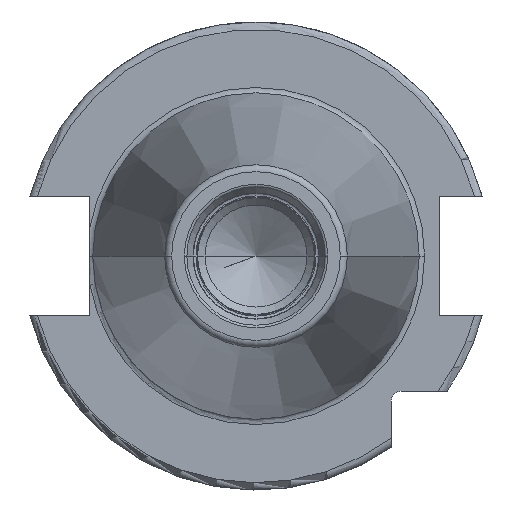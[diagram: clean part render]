
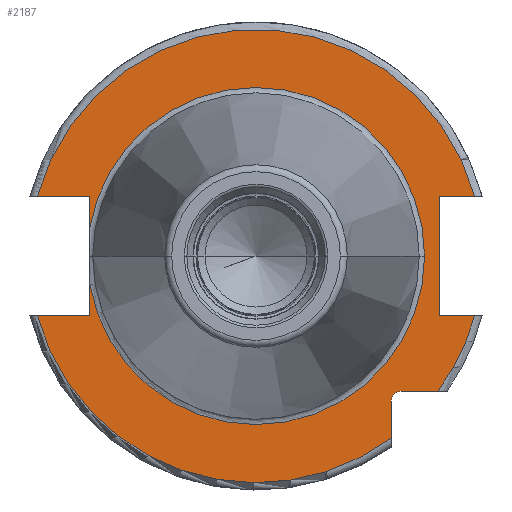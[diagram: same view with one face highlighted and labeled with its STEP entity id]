
A CAD part, left-side view. The second image highlights one B-rep face of the part: STEP entity #2187.
In plain terms, the highlighted planar face has unit normal (-1, 0, 0).
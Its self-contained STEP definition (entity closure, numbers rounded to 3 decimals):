
#117=CARTESIAN_POINT('',(3.2,0.,0.));
#118=DIRECTION('',(-1.,0.,0.));
#119=DIRECTION('',(0.,0.986,-0.168));
#120=AXIS2_PLACEMENT_3D('',#117,#118,#119);
#470=DIRECTION('',(0.,-1.,0.));
#471=VECTOR('',#470,4.99);
#472=CARTESIAN_POINT('',(3.2,-19.7,-18.35));
#473=LINE('',#472,#471);
#474=DIRECTION('',(0.,0.,1.));
#475=VECTOR('',#474,4.99);
#476=CARTESIAN_POINT('',(3.2,-18.35,-24.69));
#477=LINE('',#476,#475);
#478=CARTESIAN_POINT('',(3.2,0.,0.));
#479=DIRECTION('',(-1.,0.,0.));
#480=DIRECTION('',(0.,0.965,-0.263));
#481=AXIS2_PLACEMENT_3D('',#478,#479,#480);
#483=DIRECTION('',(0.,-1.,0.));
#484=VECTOR('',#483,7.127);
#485=CARTESIAN_POINT('',(3.2,29.677,-8.1));
#486=LINE('',#485,#484);
#487=DIRECTION('',(0.,0.,-1.));
#488=VECTOR('',#487,4.258);
#489=CARTESIAN_POINT('',(3.2,22.55,-3.842));
#490=LINE('',#489,#488);
#491=DIRECTION('',(0.,0.,-1.));
#492=VECTOR('',#491,4.258);
#493=CARTESIAN_POINT('',(3.2,22.55,8.1));
#494=LINE('',#493,#492);
#495=DIRECTION('',(0.,-1.,0.));
#496=VECTOR('',#495,7.127);
#497=CARTESIAN_POINT('',(3.2,29.677,8.1));
#498=LINE('',#497,#496);
#499=CARTESIAN_POINT('',(3.2,0.,0.));
#500=DIRECTION('',(1.,0.,0.));
#501=DIRECTION('',(0.,0.965,0.263));
#502=AXIS2_PLACEMENT_3D('',#499,#500,#501);
#504=DIRECTION('',(0.,1.,0.));
#505=VECTOR('',#504,4.827);
#506=CARTESIAN_POINT('',(3.2,-29.677,8.1));
#507=LINE('',#506,#505);
#508=DIRECTION('',(0.,0.,1.));
#509=VECTOR('',#508,16.2);
#510=CARTESIAN_POINT('',(3.2,-24.85,-8.1));
#511=LINE('',#510,#509);
#512=DIRECTION('',(0.,1.,0.));
#513=VECTOR('',#512,4.827);
#514=CARTESIAN_POINT('',(3.2,-29.677,-8.1));
#515=LINE('',#514,#513);
#516=CARTESIAN_POINT('',(3.2,0.,0.));
#517=DIRECTION('',(-1.,0.,0.));
#518=DIRECTION('',(0.,-0.803,-0.597));
#519=AXIS2_PLACEMENT_3D('',#516,#517,#518);
#530=CARTESIAN_POINT('',(3.2,-19.7,-19.7));
#531=DIRECTION('',(1.,0.,0.));
#532=DIRECTION('',(0.,1.,0.));
#533=AXIS2_PLACEMENT_3D('',#530,#531,#532);
#866=CARTESIAN_POINT('',(3.2,0.,0.));
#867=DIRECTION('',(1.,0.,0.));
#868=DIRECTION('',(0.,0.986,0.168));
#869=AXIS2_PLACEMENT_3D('',#866,#867,#868);
#1344=CARTESIAN_POINT('',(3.2,-22.875,0.));
#1346=VERTEX_POINT('',#1344);
#1494=CARTESIAN_POINT('',(3.2,29.677,8.1));
#1495=CARTESIAN_POINT('',(3.2,22.55,8.1));
#1496=VERTEX_POINT('',#1494);
#1497=VERTEX_POINT('',#1495);
#1498=CARTESIAN_POINT('',(3.2,22.55,3.842));
#1499=VERTEX_POINT('',#1498);
#1500=CARTESIAN_POINT('',(3.2,22.55,-3.842));
#1501=CARTESIAN_POINT('',(3.2,22.55,-8.1));
#1502=VERTEX_POINT('',#1500);
#1503=VERTEX_POINT('',#1501);
#1504=CARTESIAN_POINT('',(3.2,29.677,-8.1));
#1505=VERTEX_POINT('',#1504);
#1506=CARTESIAN_POINT('',(3.2,-29.677,-8.1));
#1507=CARTESIAN_POINT('',(3.2,-24.85,-8.1));
#1508=VERTEX_POINT('',#1506);
#1509=VERTEX_POINT('',#1507);
#1510=CARTESIAN_POINT('',(3.2,-24.85,8.1));
#1511=VERTEX_POINT('',#1510);
#1512=CARTESIAN_POINT('',(3.2,-29.677,8.1));
#1513=VERTEX_POINT('',#1512);
#1537=CARTESIAN_POINT('',(3.2,-18.35,-24.69));
#1538=VERTEX_POINT('',#1537);
#1545=CARTESIAN_POINT('',(3.2,-19.7,-18.35));
#1546=CARTESIAN_POINT('',(3.2,-24.69,-18.35));
#1547=VERTEX_POINT('',#1545);
#1548=VERTEX_POINT('',#1546);
#1549=CARTESIAN_POINT('',(3.2,-18.35,-19.7));
#1550=VERTEX_POINT('',#1549);
#2158=CARTESIAN_POINT('',(3.2,0.,0.));
#2159=DIRECTION('',(1.,0.,0.));
#2160=DIRECTION('',(0.,-1.,0.));
#2161=AXIS2_PLACEMENT_3D('',#2158,#2159,#2160);
#2162=PLANE('',#2161);
#2164=ORIENTED_EDGE('',*,*,#2163,.F.);
#2166=ORIENTED_EDGE('',*,*,#2165,.F.);
#2167=ORIENTED_EDGE('',*,*,#1829,.F.);
#2169=ORIENTED_EDGE('',*,*,#2168,.F.);
#2170=ORIENTED_EDGE('',*,*,#1887,.T.);
#2171=ORIENTED_EDGE('',*,*,#1757,.F.);
#2172=ORIENTED_EDGE('',*,*,#1738,.T.);
#2174=ORIENTED_EDGE('',*,*,#2173,.F.);
#2175=ORIENTED_EDGE('',*,*,#1752,.F.);
#2176=ORIENTED_EDGE('',*,*,#1956,.F.);
#2177=ORIENTED_EDGE('',*,*,#2153,.T.);
#2178=ORIENTED_EDGE('',*,*,#2014,.T.);
#2180=ORIENTED_EDGE('',*,*,#2179,.F.);
#2182=ORIENTED_EDGE('',*,*,#2181,.F.);
#2184=ORIENTED_EDGE('',*,*,#2183,.F.);
#2185=EDGE_LOOP('',(#2164,#2166,#2167,#2169,#2170,#2171,#2172,#2174,#2175,#2176,
#2177,#2178,#2180,#2182,#2184));
#2186=FACE_OUTER_BOUND('',#2185,.F.);
#2187=ADVANCED_FACE('',(#2186),#2162,.F.);
#121=CIRCLE('',#120,22.875);
#482=CIRCLE('',#481,30.763);
#503=CIRCLE('',#502,30.763);
#520=CIRCLE('',#519,30.763);
#534=CIRCLE('',#533,1.35);
#870=CIRCLE('',#869,22.875);
#1738=EDGE_CURVE('',#1502,#1346,#121,.T.);
#1752=EDGE_CURVE('',#1497,#1499,#494,.T.);
#1757=EDGE_CURVE('',#1502,#1503,#490,.T.);
#1829=EDGE_CURVE('',#1538,#1550,#477,.T.);
#1887=EDGE_CURVE('',#1505,#1503,#486,.T.);
#1956=EDGE_CURVE('',#1496,#1497,#498,.T.);
#2014=EDGE_CURVE('',#1513,#1511,#507,.T.);
#2153=EDGE_CURVE('',#1496,#1513,#503,.T.);
#2163=EDGE_CURVE('',#1547,#1548,#473,.T.);
#2165=EDGE_CURVE('',#1550,#1547,#534,.T.);
#2168=EDGE_CURVE('',#1505,#1538,#482,.T.);
#2173=EDGE_CURVE('',#1499,#1346,#870,.T.);
#2179=EDGE_CURVE('',#1509,#1511,#511,.T.);
#2181=EDGE_CURVE('',#1508,#1509,#515,.T.);
#2183=EDGE_CURVE('',#1548,#1508,#520,.T.);
